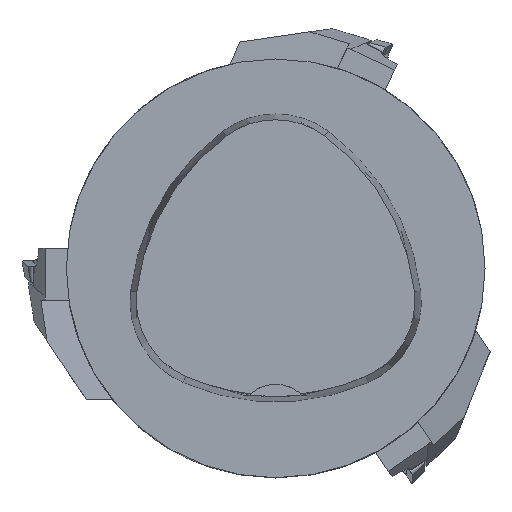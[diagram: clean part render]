
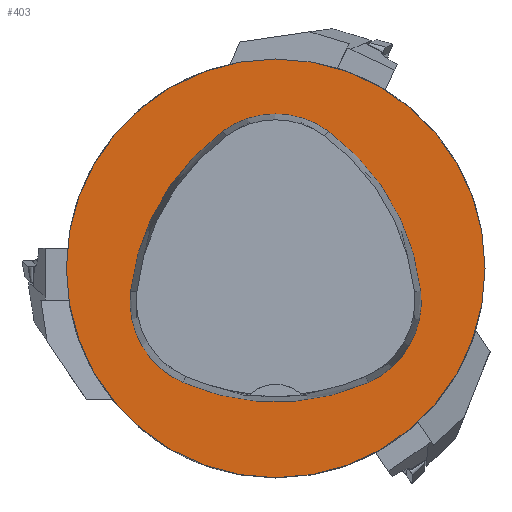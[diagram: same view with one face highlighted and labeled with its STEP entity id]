
A CAD part, top view. The second image highlights one B-rep face of the part: STEP entity #403.
In plain terms, the highlighted planar face has unit normal (0, 0, 1).
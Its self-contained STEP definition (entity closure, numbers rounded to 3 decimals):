
#177=PLANE('',#2538);
#403=ADVANCED_FACE('',(#598,#599),#177,.T.);
#531=CIRCLE('',#2510,40.);
#532=CIRCLE('',#2516,44.);
#534=CIRCLE('',#2519,17.);
#536=CIRCLE('',#2522,44.);
#538=CIRCLE('',#2525,17.);
#542=CIRCLE('',#2530,44.);
#544=CIRCLE('',#2533,17.);
#598=FACE_BOUND('',#673,.T.);
#599=FACE_BOUND('',#674,.T.);
#673=EDGE_LOOP('',(#903,#904,#905,#906,#907,#908));
#674=EDGE_LOOP('',(#909));
#903=ORIENTED_EDGE('',*,*,#1727,.T.);
#904=ORIENTED_EDGE('',*,*,#1707,.T.);
#905=ORIENTED_EDGE('',*,*,#1711,.T.);
#906=ORIENTED_EDGE('',*,*,#1714,.T.);
#907=ORIENTED_EDGE('',*,*,#1717,.T.);
#908=ORIENTED_EDGE('',*,*,#1725,.T.);
#909=ORIENTED_EDGE('',*,*,#1698,.F.);
#1474=VERTEX_POINT('',#3429);
#1483=VERTEX_POINT('',#3448);
#1484=VERTEX_POINT('',#3449);
#1487=VERTEX_POINT('',#3457);
#1489=VERTEX_POINT('',#3463);
#1491=VERTEX_POINT('',#3469);
#1498=VERTEX_POINT('',#3490);
#1698=EDGE_CURVE('',#1474,#1474,#531,.T.);
#1707=EDGE_CURVE('',#1483,#1484,#532,.T.);
#1711=EDGE_CURVE('',#1484,#1487,#534,.T.);
#1714=EDGE_CURVE('',#1487,#1489,#536,.T.);
#1717=EDGE_CURVE('',#1489,#1491,#538,.T.);
#1725=EDGE_CURVE('',#1491,#1498,#542,.T.);
#1727=EDGE_CURVE('',#1498,#1483,#544,.T.);
#2510=AXIS2_PLACEMENT_3D('',#3428,#2760,#2761);
#2516=AXIS2_PLACEMENT_3D('',#3447,#2776,#2777);
#2519=AXIS2_PLACEMENT_3D('',#3456,#2784,#2785);
#2522=AXIS2_PLACEMENT_3D('',#3462,#2791,#2792);
#2525=AXIS2_PLACEMENT_3D('',#3468,#2798,#2799);
#2530=AXIS2_PLACEMENT_3D('',#3491,#2810,#2811);
#2533=AXIS2_PLACEMENT_3D('',#3494,#2816,#2817);
#2538=AXIS2_PLACEMENT_3D('',#3499,#2826,#2827);
#2760=DIRECTION('',(0.,0.,-1.));
#2761=DIRECTION('',(-1.,0.,0.));
#2776=DIRECTION('',(0.,0.,-1.));
#2777=DIRECTION('',(-1.,0.,0.));
#2784=DIRECTION('',(0.,0.,-1.));
#2785=DIRECTION('',(-1.,0.,0.));
#2791=DIRECTION('',(0.,0.,-1.));
#2792=DIRECTION('',(-1.,0.,0.));
#2798=DIRECTION('',(0.,0.,-1.));
#2799=DIRECTION('',(-1.,0.,0.));
#2810=DIRECTION('',(0.,0.,-1.));
#2811=DIRECTION('',(-1.,0.,0.));
#2816=DIRECTION('',(0.,0.,-1.));
#2817=DIRECTION('',(-1.,0.,0.));
#2826=DIRECTION('',(0.,0.,1.));
#2827=DIRECTION('',(1.,0.,0.));
#3428=CARTESIAN_POINT('',(0.,0.,0.));
#3429=CARTESIAN_POINT('',(-40.,0.,0.));
#3447=CARTESIAN_POINT('',(16.01,-9.224,0.));
#3448=CARTESIAN_POINT('',(-27.722,-4.378,0.));
#3449=CARTESIAN_POINT('',(-10.119,26.178,0.));
#3456=CARTESIAN_POINT('',(-0.023,12.5,0.));
#3457=CARTESIAN_POINT('',(10.049,26.194,0.));
#3462=CARTESIAN_POINT('',(-16.021,-9.25,0.));
#3463=CARTESIAN_POINT('',(27.71,-4.394,0.));
#3468=CARTESIAN_POINT('',(10.814,-6.27,0.));
#3469=CARTESIAN_POINT('',(17.611,-21.852,0.));
#3490=CARTESIAN_POINT('',(-17.652,-21.819,0.));
#3491=CARTESIAN_POINT('',(0.017,18.477,0.));
#3494=CARTESIAN_POINT('',(-10.825,-6.25,0.));
#3499=CARTESIAN_POINT('',(0.,0.,0.));
